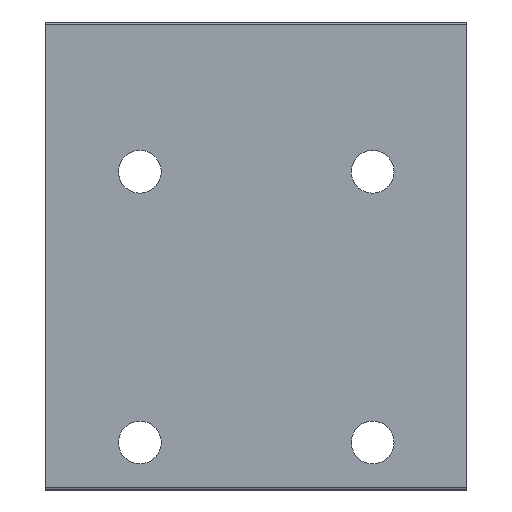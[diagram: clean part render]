
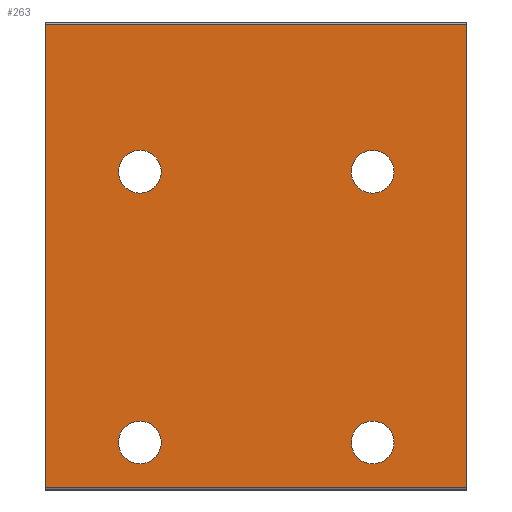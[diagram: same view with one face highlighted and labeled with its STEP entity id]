
A CAD part, front view. The second image highlights one B-rep face of the part: STEP entity #263.
In plain terms, the highlighted planar face has unit normal (0, -1, 0).
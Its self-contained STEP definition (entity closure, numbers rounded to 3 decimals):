
#1 = CARTESIAN_POINT ( 'NONE',  ( 24.925, 0., -94.425 ) ) ;
#49 = CIRCLE ( 'NONE', #799, 4.575 ) ;
#60 = EDGE_CURVE ( 'NONE', #1135, #1590, #614, .T. ) ;
#93 = EDGE_LOOP ( 'NONE', ( #299, #1455 ) ) ;
#156 = VERTEX_POINT ( 'NONE', #225 ) ;
#163 = VERTEX_POINT ( 'NONE', #599 ) ;
#169 = AXIS2_PLACEMENT_3D ( 'NONE', #928, #603, #2081 ) ;
#181 = CARTESIAN_POINT ( 'NONE',  ( -24.825, 0., -89.85 ) ) ;
#199 = CARTESIAN_POINT ( 'NONE',  ( -24.825, 0., -36.575 ) ) ;
#209 = CARTESIAN_POINT ( 'NONE',  ( 24.925, 0., -27.425 ) ) ;
#225 = CARTESIAN_POINT ( 'NONE',  ( -24.825, 0., -94.425 ) ) ;
#263 = ADVANCED_FACE ( 'NONE', ( #1634, #1581, #968, #1838, #663 ), #1876, .F. ) ;
#299 = ORIENTED_EDGE ( 'NONE', *, *, #2110, .F. ) ;
#329 = VECTOR ( 'NONE', #2112, 1000. ) ;
#344 = EDGE_CURVE ( 'NONE', #1958, #1827, #843, .T. ) ;
#346 = AXIS2_PLACEMENT_3D ( 'NONE', #1589, #787, #2079 ) ;
#348 = DIRECTION ( 'NONE',  ( 0., -1., 0. ) ) ;
#363 = EDGE_LOOP ( 'NONE', ( #406, #782 ) ) ;
#383 = CARTESIAN_POINT ( 'NONE',  ( 24.925, 0., -36.575 ) ) ;
#392 = CARTESIAN_POINT ( 'NONE',  ( 45., 0., -0.5 ) ) ;
#406 = ORIENTED_EDGE ( 'NONE', *, *, #440, .F. ) ;
#416 = DIRECTION ( 'NONE',  ( 0., -1., 0. ) ) ;
#429 = DIRECTION ( 'NONE',  ( 0., 1., 0. ) ) ;
#440 = EDGE_CURVE ( 'NONE', #629, #1245, #49, .T. ) ;
#445 = CARTESIAN_POINT ( 'NONE',  ( 24.925, 0., -32. ) ) ;
#457 = DIRECTION ( 'NONE',  ( 0., -1., 0. ) ) ;
#470 = EDGE_CURVE ( 'NONE', #163, #2031, #1423, .T. ) ;
#524 = CARTESIAN_POINT ( 'NONE',  ( 45., 0., 0. ) ) ;
#541 = DIRECTION ( 'NONE',  ( 0., -1., 0. ) ) ;
#599 = CARTESIAN_POINT ( 'NONE',  ( -45., 0., -0.5 ) ) ;
#603 = DIRECTION ( 'NONE',  ( 0., -1., 0. ) ) ;
#614 = LINE ( 'NONE', #524, #849 ) ;
#616 = DIRECTION ( 'NONE',  ( 0., -1., 0. ) ) ;
#619 = DIRECTION ( 'NONE',  ( 0., 0., -1. ) ) ;
#620 = EDGE_CURVE ( 'NONE', #156, #636, #1887, .T. ) ;
#621 = AXIS2_PLACEMENT_3D ( 'NONE', #1007, #348, #858 ) ;
#629 = VERTEX_POINT ( 'NONE', #199 ) ;
#630 = ORIENTED_EDGE ( 'NONE', *, *, #60, .F. ) ;
#636 = VERTEX_POINT ( 'NONE', #1330 ) ;
#650 = VECTOR ( 'NONE', #810, 1000. ) ;
#663 = FACE_OUTER_BOUND ( 'NONE', #1834, .T. ) ;
#695 = AXIS2_PLACEMENT_3D ( 'NONE', #181, #541, #1828 ) ;
#705 = CARTESIAN_POINT ( 'NONE',  ( -24.825, 0., -27.425 ) ) ;
#716 = VECTOR ( 'NONE', #1855, 1000. ) ;
#782 = ORIENTED_EDGE ( 'NONE', *, *, #1843, .F. ) ;
#787 = DIRECTION ( 'NONE',  ( 0., -1., 0. ) ) ;
#799 = AXIS2_PLACEMENT_3D ( 'NONE', #1646, #1471, #828 ) ;
#809 = CIRCLE ( 'NONE', #1236, 4.575 ) ;
#810 = DIRECTION ( 'NONE',  ( -1., 0., 0. ) ) ;
#828 = DIRECTION ( 'NONE',  ( 0., 0., -1. ) ) ;
#842 = ORIENTED_EDGE ( 'NONE', *, *, #908, .F. ) ;
#843 = CIRCLE ( 'NONE', #346, 4.575 ) ;
#849 = VECTOR ( 'NONE', #1348, 1000. ) ;
#858 = DIRECTION ( 'NONE',  ( 0., 0., -1. ) ) ;
#908 = EDGE_CURVE ( 'NONE', #636, #156, #1706, .T. ) ;
#928 = CARTESIAN_POINT ( 'NONE',  ( 24.925, 0., -89.85 ) ) ;
#968 = FACE_BOUND ( 'NONE', #93, .T. ) ;
#979 = LINE ( 'NONE', #1431, #650 ) ;
#1000 = ORIENTED_EDGE ( 'NONE', *, *, #1408, .T. ) ;
#1007 = CARTESIAN_POINT ( 'NONE',  ( -24.825, 0., -32. ) ) ;
#1041 = AXIS2_PLACEMENT_3D ( 'NONE', #1727, #429, #1561 ) ;
#1052 = ORIENTED_EDGE ( 'NONE', *, *, #620, .F. ) ;
#1135 = VERTEX_POINT ( 'NONE', #392 ) ;
#1154 = VERTEX_POINT ( 'NONE', #209 ) ;
#1236 = AXIS2_PLACEMENT_3D ( 'NONE', #445, #616, #1583 ) ;
#1245 = VERTEX_POINT ( 'NONE', #705 ) ;
#1309 = LINE ( 'NONE', #1459, #716 ) ;
#1330 = CARTESIAN_POINT ( 'NONE',  ( -24.825, 0., -85.275 ) ) ;
#1348 = DIRECTION ( 'NONE',  ( 0., 0., -1. ) ) ;
#1384 = CARTESIAN_POINT ( 'NONE',  ( 45., 0., -99.5 ) ) ;
#1389 = ORIENTED_EDGE ( 'NONE', *, *, #470, .T. ) ;
#1408 = EDGE_CURVE ( 'NONE', #2031, #1590, #1309, .T. ) ;
#1423 = LINE ( 'NONE', #1967, #329 ) ;
#1431 = CARTESIAN_POINT ( 'NONE',  ( 45., 0., -0.5 ) ) ;
#1455 = ORIENTED_EDGE ( 'NONE', *, *, #344, .F. ) ;
#1459 = CARTESIAN_POINT ( 'NONE',  ( 45., 0., -99.5 ) ) ;
#1467 = AXIS2_PLACEMENT_3D ( 'NONE', #1860, #416, #1553 ) ;
#1471 = DIRECTION ( 'NONE',  ( 0., -1., 0. ) ) ;
#1482 = VERTEX_POINT ( 'NONE', #383 ) ;
#1521 = EDGE_CURVE ( 'NONE', #1154, #1482, #2005, .T. ) ;
#1529 = ORIENTED_EDGE ( 'NONE', *, *, #1521, .F. ) ;
#1553 = DIRECTION ( 'NONE',  ( 0., 0., -1. ) ) ;
#1561 = DIRECTION ( 'NONE',  ( 0., 0., 1. ) ) ;
#1581 = FACE_BOUND ( 'NONE', #2106, .T. ) ;
#1583 = DIRECTION ( 'NONE',  ( 0., 0., -1. ) ) ;
#1589 = CARTESIAN_POINT ( 'NONE',  ( 24.925, 0., -89.85 ) ) ;
#1590 = VERTEX_POINT ( 'NONE', #1384 ) ;
#1620 = ORIENTED_EDGE ( 'NONE', *, *, #2104, .F. ) ;
#1634 = FACE_BOUND ( 'NONE', #1814, .T. ) ;
#1646 = CARTESIAN_POINT ( 'NONE',  ( -24.825, 0., -32. ) ) ;
#1706 = CIRCLE ( 'NONE', #1839, 4.575 ) ;
#1727 = CARTESIAN_POINT ( 'NONE',  ( 45., 0., 0. ) ) ;
#1775 = EDGE_CURVE ( 'NONE', #1135, #163, #979, .T. ) ;
#1814 = EDGE_LOOP ( 'NONE', ( #1620, #1529 ) ) ;
#1827 = VERTEX_POINT ( 'NONE', #1 ) ;
#1828 = DIRECTION ( 'NONE',  ( 0., 0., -1. ) ) ;
#1834 = EDGE_LOOP ( 'NONE', ( #630, #1951, #1389, #1000 ) ) ;
#1838 = FACE_BOUND ( 'NONE', #363, .T. ) ;
#1839 = AXIS2_PLACEMENT_3D ( 'NONE', #2095, #457, #619 ) ;
#1843 = EDGE_CURVE ( 'NONE', #1245, #629, #1847, .T. ) ;
#1847 = CIRCLE ( 'NONE', #621, 4.575 ) ;
#1855 = DIRECTION ( 'NONE',  ( 1., 0., 0. ) ) ;
#1860 = CARTESIAN_POINT ( 'NONE',  ( 24.925, 0., -32. ) ) ;
#1876 = PLANE ( 'NONE',  #1041 ) ;
#1882 = CARTESIAN_POINT ( 'NONE',  ( -45., 0., -99.5 ) ) ;
#1887 = CIRCLE ( 'NONE', #695, 4.575 ) ;
#1951 = ORIENTED_EDGE ( 'NONE', *, *, #1775, .T. ) ;
#1958 = VERTEX_POINT ( 'NONE', #1970 ) ;
#1967 = CARTESIAN_POINT ( 'NONE',  ( -45., 0., 0. ) ) ;
#1970 = CARTESIAN_POINT ( 'NONE',  ( 24.925, 0., -85.275 ) ) ;
#2005 = CIRCLE ( 'NONE', #1467, 4.575 ) ;
#2031 = VERTEX_POINT ( 'NONE', #1882 ) ;
#2042 = CIRCLE ( 'NONE', #169, 4.575 ) ;
#2079 = DIRECTION ( 'NONE',  ( 0., 0., -1. ) ) ;
#2081 = DIRECTION ( 'NONE',  ( 0., 0., -1. ) ) ;
#2095 = CARTESIAN_POINT ( 'NONE',  ( -24.825, 0., -89.85 ) ) ;
#2104 = EDGE_CURVE ( 'NONE', #1482, #1154, #809, .T. ) ;
#2106 = EDGE_LOOP ( 'NONE', ( #1052, #842 ) ) ;
#2110 = EDGE_CURVE ( 'NONE', #1827, #1958, #2042, .T. ) ;
#2112 = DIRECTION ( 'NONE',  ( 0., 0., -1. ) ) ;
